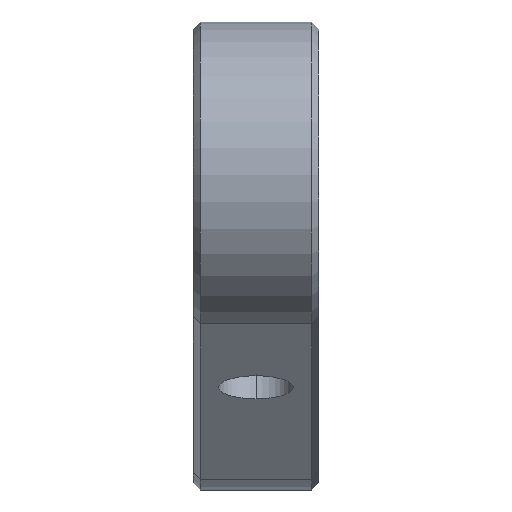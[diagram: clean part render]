
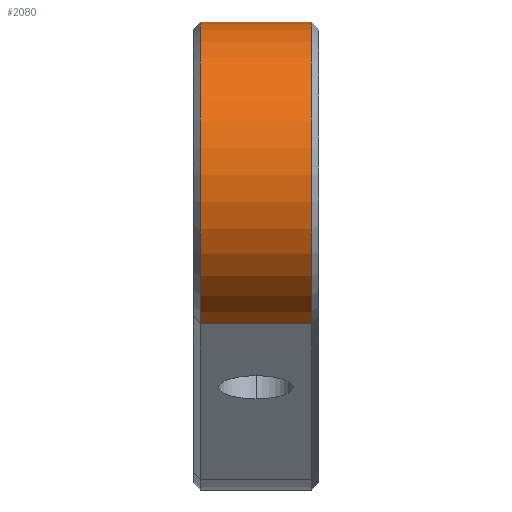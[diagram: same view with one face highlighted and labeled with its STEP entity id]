
A CAD part, left-side view. The second image highlights one B-rep face of the part: STEP entity #2080.
In plain terms, the highlighted free-form (B-spline) face has degree [3, 1] with [4, 2] control points.
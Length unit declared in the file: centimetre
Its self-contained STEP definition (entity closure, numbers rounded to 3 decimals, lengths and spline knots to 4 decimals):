
#155=AXIS2_PLACEMENT_3D('',#2743,#913,#914);
#165=AXIS2_PLACEMENT_3D('',#2998,#972,#973);
#241=CIRCLE('',#155,3.15);
#251=CIRCLE('',#165,3.15);
#322=(
BOUNDED_SURFACE()
B_SPLINE_SURFACE(3,1,((#3169,#3170),(#3171,#3172),(#3173,#3174),(#3175,
#3176)),.UNSPECIFIED.,.F.,.F.,.U.)
B_SPLINE_SURFACE_WITH_KNOTS((4,4),(2,2),(0.,1.),(0.,1.),.UNSPECIFIED.)
GEOMETRIC_REPRESENTATION_ITEM()
RATIONAL_B_SPLINE_SURFACE(((1.,1.),(0.333,0.333),(0.333,
0.333),(1.,1.)))
REPRESENTATION_ITEM('')
SURFACE()
);
#426=VERTEX_POINT('',#2727);
#427=VERTEX_POINT('',#2744);
#447=VERTEX_POINT('',#2980);
#448=VERTEX_POINT('',#2997);
#595=VECTOR('',#1014,1.);
#596=VECTOR('',#1019,1.);
#735=LINE('',#3164,#595);
#736=LINE('',#3177,#596);
#913=DIRECTION('',(0.,-1.,0.));
#914=DIRECTION('',(1.131,0.,2.94));
#972=DIRECTION('',(0.,1.,0.));
#973=DIRECTION('',(-1.131,0.,-2.94));
#1014=DIRECTION('',(0.,1.,0.));
#1019=DIRECTION('',(0.,1.,0.));
#1182=EDGE_CURVE('',#427,#426,#241,.T.);
#1231=EDGE_CURVE('',#448,#447,#251,.T.);
#1262=EDGE_CURVE('',#448,#426,#735,.T.);
#1265=EDGE_CURVE('',#447,#427,#736,.T.);
#1647=ORIENTED_EDGE('',*,*,#1231,.T.);
#1648=ORIENTED_EDGE('',*,*,#1265,.T.);
#1649=ORIENTED_EDGE('',*,*,#1182,.T.);
#1650=ORIENTED_EDGE('',*,*,#1262,.F.);
#1851=EDGE_LOOP('',(#1647,#1648,#1649,#1650));
#1971=FACE_BOUND('',#1851,.T.);
#2080=ADVANCED_FACE('',(#1971),#322,.T.);
#2727=CARTESIAN_POINT('',(-5.527,2.39,-9.8419));
#2743=CARTESIAN_POINT('',(-4.3961,2.39,-6.9019));
#2744=CARTESIAN_POINT('',(-3.2652,2.39,-3.9619));
#2980=CARTESIAN_POINT('',(-3.2652,0.15,-3.9619));
#2997=CARTESIAN_POINT('',(-5.527,0.15,-9.8419));
#2998=CARTESIAN_POINT('',(-4.3961,0.15,-6.9019));
#3164=CARTESIAN_POINT('',(-5.527,0.15,-9.8419));
#3169=CARTESIAN_POINT('',(-3.2652,2.39,-3.9619));
#3170=CARTESIAN_POINT('',(-3.2652,0.15,-3.9619));
#3171=CARTESIAN_POINT('',(-9.1452,2.39,-1.7001));
#3172=CARTESIAN_POINT('',(-9.1452,0.15,-1.7001));
#3173=CARTESIAN_POINT('',(-11.407,2.39,-7.5801));
#3174=CARTESIAN_POINT('',(-11.407,0.15,-7.5801));
#3175=CARTESIAN_POINT('',(-5.527,2.39,-9.8419));
#3176=CARTESIAN_POINT('',(-5.527,0.15,-9.8419));
#3177=CARTESIAN_POINT('',(-3.2652,0.15,-3.9619));
